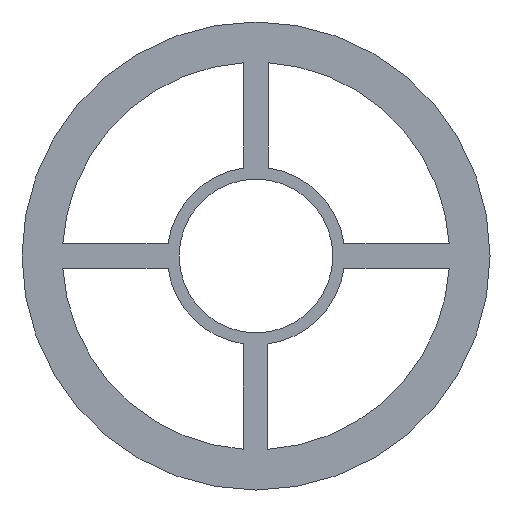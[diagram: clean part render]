
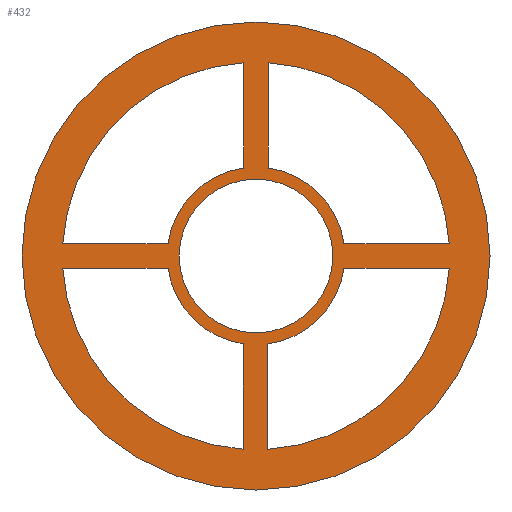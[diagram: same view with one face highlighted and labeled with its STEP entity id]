
A CAD part, front view. The second image highlights one B-rep face of the part: STEP entity #432.
In plain terms, the highlighted planar face has unit normal (0, -1, 0).
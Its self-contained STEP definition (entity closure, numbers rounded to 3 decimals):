
#16=FACE_BOUND('',#70,.T.);
#17=FACE_BOUND('',#71,.T.);
#18=FACE_BOUND('',#72,.T.);
#19=FACE_BOUND('',#73,.T.);
#20=FACE_BOUND('',#74,.T.);
#28=PLANE('',#479);
#44=FACE_OUTER_BOUND('',#69,.T.);
#69=EDGE_LOOP('',(#313));
#70=EDGE_LOOP('',(#314,#315,#316,#317));
#71=EDGE_LOOP('',(#318,#319,#320,#321));
#72=EDGE_LOOP('',(#322,#323,#324,#325));
#73=EDGE_LOOP('',(#326));
#74=EDGE_LOOP('',(#327,#328,#329,#330));
#99=CIRCLE('',#466,24.);
#101=CIRCLE('',#469,24.);
#104=CIRCLE('',#473,24.);
#107=CIRCLE('',#478,29.);
#108=CIRCLE('',#480,24.);
#109=CIRCLE('',#481,11.);
#110=CIRCLE('',#482,11.);
#111=CIRCLE('',#483,11.);
#112=CIRCLE('',#484,9.525);
#113=CIRCLE('',#485,11.);
#130=LINE('',#689,#166);
#131=LINE('',#692,#167);
#132=LINE('',#694,#168);
#133=LINE('',#697,#169);
#134=LINE('',#699,#170);
#135=LINE('',#702,#171);
#136=LINE('',#706,#172);
#137=LINE('',#709,#173);
#166=VECTOR('',#554,10.);
#167=VECTOR('',#557,10.);
#168=VECTOR('',#558,10.);
#169=VECTOR('',#561,10.);
#170=VECTOR('',#562,10.);
#171=VECTOR('',#565,10.);
#172=VECTOR('',#568,10.);
#173=VECTOR('',#571,10.);
#195=VERTEX_POINT('',#649);
#197=VERTEX_POINT('',#652);
#199=VERTEX_POINT('',#658);
#201=VERTEX_POINT('',#661);
#203=VERTEX_POINT('',#667);
#206=VERTEX_POINT('',#672);
#209=VERTEX_POINT('',#681);
#210=VERTEX_POINT('',#685);
#211=VERTEX_POINT('',#686);
#212=VERTEX_POINT('',#688);
#213=VERTEX_POINT('',#690);
#214=VERTEX_POINT('',#693);
#215=VERTEX_POINT('',#695);
#216=VERTEX_POINT('',#698);
#217=VERTEX_POINT('',#700);
#218=VERTEX_POINT('',#703);
#219=VERTEX_POINT('',#705);
#220=VERTEX_POINT('',#707);
#236=EDGE_CURVE('',#197,#195,#99,.T.);
#240=EDGE_CURVE('',#201,#199,#101,.T.);
#246=EDGE_CURVE('',#203,#206,#104,.T.);
#249=EDGE_CURVE('',#209,#209,#107,.T.);
#251=EDGE_CURVE('',#210,#211,#108,.T.);
#252=EDGE_CURVE('',#211,#212,#130,.T.);
#253=EDGE_CURVE('',#212,#213,#109,.T.);
#254=EDGE_CURVE('',#213,#210,#131,.T.);
#255=EDGE_CURVE('',#199,#214,#132,.T.);
#256=EDGE_CURVE('',#214,#215,#110,.T.);
#257=EDGE_CURVE('',#215,#201,#133,.T.);
#258=EDGE_CURVE('',#206,#216,#134,.T.);
#259=EDGE_CURVE('',#216,#217,#111,.T.);
#260=EDGE_CURVE('',#217,#203,#135,.T.);
#261=EDGE_CURVE('',#218,#218,#112,.T.);
#262=EDGE_CURVE('',#195,#219,#136,.T.);
#263=EDGE_CURVE('',#219,#220,#113,.T.);
#264=EDGE_CURVE('',#220,#197,#137,.T.);
#313=ORIENTED_EDGE('',*,*,#249,.T.);
#314=ORIENTED_EDGE('',*,*,#251,.T.);
#315=ORIENTED_EDGE('',*,*,#252,.T.);
#316=ORIENTED_EDGE('',*,*,#253,.T.);
#317=ORIENTED_EDGE('',*,*,#254,.T.);
#318=ORIENTED_EDGE('',*,*,#255,.T.);
#319=ORIENTED_EDGE('',*,*,#256,.T.);
#320=ORIENTED_EDGE('',*,*,#257,.T.);
#321=ORIENTED_EDGE('',*,*,#240,.T.);
#322=ORIENTED_EDGE('',*,*,#246,.T.);
#323=ORIENTED_EDGE('',*,*,#258,.T.);
#324=ORIENTED_EDGE('',*,*,#259,.T.);
#325=ORIENTED_EDGE('',*,*,#260,.T.);
#326=ORIENTED_EDGE('',*,*,#261,.T.);
#327=ORIENTED_EDGE('',*,*,#262,.T.);
#328=ORIENTED_EDGE('',*,*,#263,.T.);
#329=ORIENTED_EDGE('',*,*,#264,.T.);
#330=ORIENTED_EDGE('',*,*,#236,.T.);
#432=ADVANCED_FACE('',(#44,#16,#17,#18,#19,#20),#28,.T.);
#466=AXIS2_PLACEMENT_3D('',#653,#518,#519);
#469=AXIS2_PLACEMENT_3D('',#662,#526,#527);
#473=AXIS2_PLACEMENT_3D('',#674,#537,#538);
#478=AXIS2_PLACEMENT_3D('',#682,#547,#548);
#479=AXIS2_PLACEMENT_3D('',#684,#550,#551);
#480=AXIS2_PLACEMENT_3D('',#687,#552,#553);
#481=AXIS2_PLACEMENT_3D('',#691,#555,#556);
#482=AXIS2_PLACEMENT_3D('',#696,#559,#560);
#483=AXIS2_PLACEMENT_3D('',#701,#563,#564);
#484=AXIS2_PLACEMENT_3D('',#704,#566,#567);
#485=AXIS2_PLACEMENT_3D('',#708,#569,#570);
#518=DIRECTION('center_axis',(0.,1.,0.));
#519=DIRECTION('ref_axis',(1.,0.,0.));
#526=DIRECTION('center_axis',(0.,1.,0.));
#527=DIRECTION('ref_axis',(1.,0.,0.));
#537=DIRECTION('center_axis',(0.,1.,0.));
#538=DIRECTION('ref_axis',(1.,0.,0.));
#547=DIRECTION('center_axis',(0.,-1.,0.));
#548=DIRECTION('ref_axis',(1.,0.,0.));
#550=DIRECTION('center_axis',(0.,-1.,0.));
#551=DIRECTION('ref_axis',(1.,0.,0.));
#552=DIRECTION('center_axis',(0.,1.,0.));
#553=DIRECTION('ref_axis',(1.,0.,0.));
#554=DIRECTION('',(-1.,0.,0.));
#555=DIRECTION('center_axis',(0.,-1.,0.));
#556=DIRECTION('ref_axis',(1.,0.,0.));
#557=DIRECTION('',(0.,0.,1.));
#558=DIRECTION('',(0.,0.,-1.));
#559=DIRECTION('center_axis',(0.,-1.,0.));
#560=DIRECTION('ref_axis',(1.,0.,0.));
#561=DIRECTION('',(-1.,0.,0.));
#562=DIRECTION('',(0.,0.,1.));
#563=DIRECTION('center_axis',(0.,-1.,0.));
#564=DIRECTION('ref_axis',(1.,0.,0.));
#565=DIRECTION('',(1.,0.,0.));
#566=DIRECTION('center_axis',(0.,1.,0.));
#567=DIRECTION('ref_axis',(1.,0.,0.));
#568=DIRECTION('',(1.,0.,0.));
#569=DIRECTION('center_axis',(0.,-1.,0.));
#570=DIRECTION('ref_axis',(1.,0.,0.));
#571=DIRECTION('',(0.,0.,-1.));
#649=CARTESIAN_POINT('',(-23.953,-1.,-1.5));
#652=CARTESIAN_POINT('',(-1.58,-1.,-23.948));
#653=CARTESIAN_POINT('Origin',(0.,-1.,0.));
#658=CARTESIAN_POINT('',(-1.5,-1.,23.953));
#661=CARTESIAN_POINT('',(-23.953,-1.,1.5));
#662=CARTESIAN_POINT('Origin',(0.,-1.,0.));
#667=CARTESIAN_POINT('',(23.953,-1.,-1.5));
#672=CARTESIAN_POINT('',(1.42,-1.,-23.958));
#674=CARTESIAN_POINT('Origin',(0.,-1.,0.));
#681=CARTESIAN_POINT('',(-29.,-1.,0.));
#682=CARTESIAN_POINT('Origin',(0.,-1.,0.));
#684=CARTESIAN_POINT('Origin',(0.,-1.,0.));
#685=CARTESIAN_POINT('',(1.5,-1.,23.953));
#686=CARTESIAN_POINT('',(23.953,-1.,1.5));
#687=CARTESIAN_POINT('Origin',(0.,-1.,0.));
#688=CARTESIAN_POINT('',(10.897,-1.,1.5));
#689=CARTESIAN_POINT('',(10.897,-1.,1.5));
#690=CARTESIAN_POINT('',(1.5,-1.,10.897));
#691=CARTESIAN_POINT('Origin',(0.,-1.,0.));
#692=CARTESIAN_POINT('',(1.5,-1.,10.897));
#693=CARTESIAN_POINT('',(-1.5,-1.,10.897));
#694=CARTESIAN_POINT('',(-1.5,-1.,10.897));
#695=CARTESIAN_POINT('',(-10.897,-1.,1.5));
#696=CARTESIAN_POINT('Origin',(0.,-1.,0.));
#697=CARTESIAN_POINT('',(-10.897,-1.,1.5));
#698=CARTESIAN_POINT('',(1.42,-1.,-10.908));
#699=CARTESIAN_POINT('',(1.42,-1.,-23.958));
#700=CARTESIAN_POINT('',(10.897,-1.,-1.5));
#701=CARTESIAN_POINT('Origin',(0.,-1.,0.));
#702=CARTESIAN_POINT('',(10.897,-1.,-1.5));
#703=CARTESIAN_POINT('',(-9.525,-1.,0.));
#704=CARTESIAN_POINT('Origin',(0.,-1.,0.));
#705=CARTESIAN_POINT('',(-10.897,-1.,-1.5));
#706=CARTESIAN_POINT('',(-23.953,-1.,-1.5));
#707=CARTESIAN_POINT('',(-1.58,-1.,-10.886));
#708=CARTESIAN_POINT('Origin',(0.,-1.,0.));
#709=CARTESIAN_POINT('',(-1.58,-1.,-23.948));
